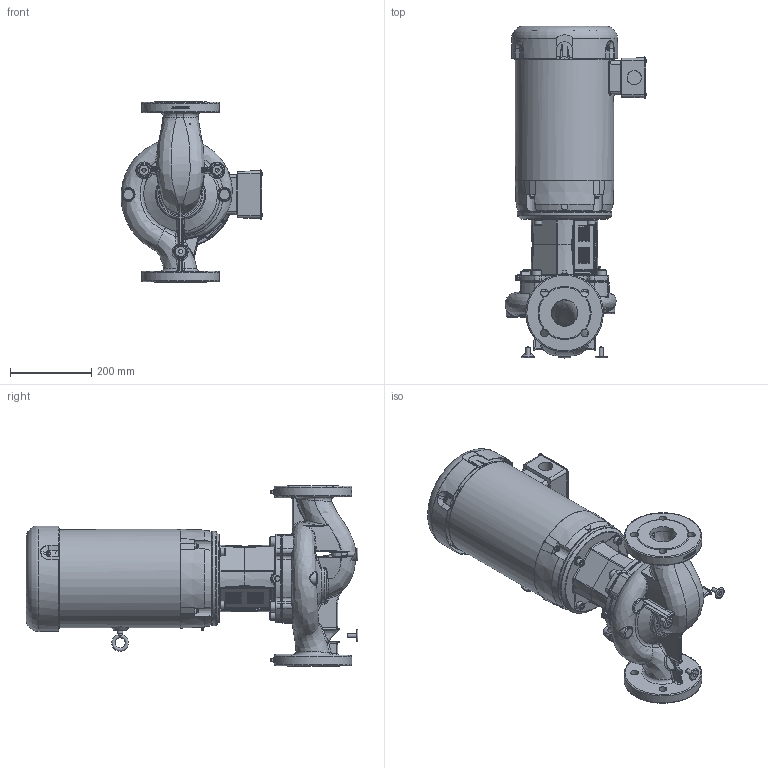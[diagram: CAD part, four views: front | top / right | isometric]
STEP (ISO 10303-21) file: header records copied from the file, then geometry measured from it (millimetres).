
FILE_DESCRIPTION(/* description */ (''),/* implementation_level */ '2;1');
FILE_NAME(/* name */ '2760858 - PUMP IL2.5-140_470-2-S1E 460V_3_60 TEFC_Shrinkwrap_1.stp',/* time_stamp */ '2022-03-23T16:44:38-05:00',/* author */ ('faliszekte'),/* organization */ (''),/* preprocessor_version */ 'ST-DEVELOPER v18.1',/* originating_system */ 'Autodesk Inventor 2021',/* authorisation */ '');
FILE_SCHEMA (('AUTOMOTIVE_DESIGN { 1 0 10303 214 3 1 1 }'));
Products named in the file (1): 2760858 - PUMP IL2.5-140_470-2-S1E 460V_3_60 TEFC_Shrinkwrap_1
Bounding box: 347.96 x 815.95 x 444.49 mm (x, y, z)
Surface area: 1371894.4 mm2 (no closed solid volume)
Topology: 0 solids, 34 shells, 2382 faces, 6936 edges, 4429 vertices
Faces by surface type: plane 704, bspline 672, cylinder 573, cone 276, sphere 87, torus 70
Full cylindrical faces by diameter (mm): 3.768 x1, 5 x1, 7.937 x4, 8 x2, 8.141 x10, 8.839 x4, 9 x9, 9.652 x1, 10.11 x3, 10.162 x60, 10.516 x3, 11.112 x1, 12.662 x1, 12.7 x60, 13.495 x2, 19.05 x12, 23.812 x4, 33 x1, 34.919 x1, 34.938 x1, 35.052 x1, 39.05 x1, 65 x1, 85.25 x1, 190.5 x2, 241.579 x1, 241.679 x1
Entity records: 154404 total; most frequent: CARTESIAN_POINT 95414, ORIENTED_EDGE 12623, DIRECTION 10440, EDGE_CURVE 6893, VERTEX_POINT 4429, AXIS2_PLACEMENT_3D 4004, EDGE_LOOP 2535, LINE 2432
